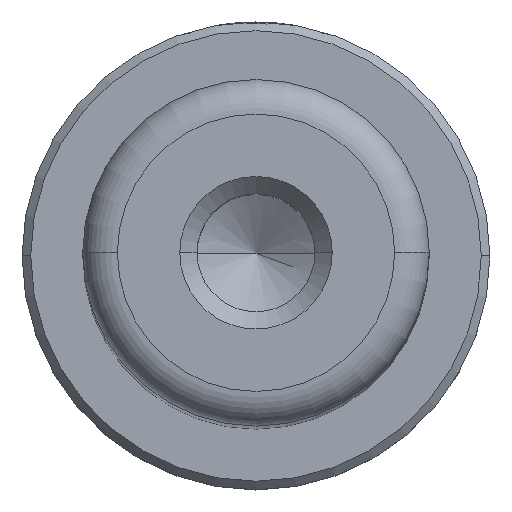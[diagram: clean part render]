
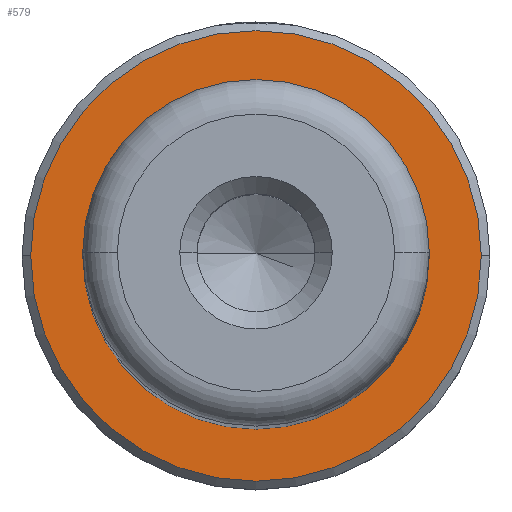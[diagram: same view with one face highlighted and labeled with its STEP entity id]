
A CAD part, top view. The second image highlights one B-rep face of the part: STEP entity #579.
In plain terms, the highlighted planar face has unit normal (0, 0, 1).
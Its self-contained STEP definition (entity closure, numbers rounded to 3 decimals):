
#41 = AXIS2_PLACEMENT_3D ( 'NONE', #196, #1383, #379 ) ;
#196 = CARTESIAN_POINT ( 'NONE',  ( 0., 0., 18. ) ) ;
#324 = VERTEX_POINT ( 'NONE', #2103 ) ;
#337 = ORIENTED_EDGE ( 'NONE', *, *, #1262, .T. ) ;
#379 = DIRECTION ( 'NONE',  ( -1., 0., 0. ) ) ;
#441 = CIRCLE ( 'NONE', #549, 9.5 ) ;
#458 = EDGE_CURVE ( 'NONE', #943, #487, #1274, .T. ) ;
#487 = VERTEX_POINT ( 'NONE', #1946 ) ;
#509 = DIRECTION ( 'NONE',  ( 1., 0., 0. ) ) ;
#511 = CARTESIAN_POINT ( 'NONE',  ( -13., 0., 18. ) ) ;
#549 = AXIS2_PLACEMENT_3D ( 'NONE', #1841, #923, #1989 ) ;
#579 = ADVANCED_FACE ( 'NONE', ( #1880, #1504 ), #1693, .T. ) ;
#787 = ORIENTED_EDGE ( 'NONE', *, *, #1234, .T. ) ;
#821 = ORIENTED_EDGE ( 'NONE', *, *, #897, .T. ) ;
#881 = AXIS2_PLACEMENT_3D ( 'NONE', #1884, #1878, #1875 ) ;
#897 = EDGE_CURVE ( 'NONE', #487, #943, #1762, .T. ) ;
#923 = DIRECTION ( 'NONE',  ( 0., 0., -1. ) ) ;
#943 = VERTEX_POINT ( 'NONE', #511 ) ;
#1066 = EDGE_LOOP ( 'NONE', ( #2032, #821 ) ) ;
#1088 = EDGE_LOOP ( 'NONE', ( #787, #337 ) ) ;
#1110 = AXIS2_PLACEMENT_3D ( 'NONE', #1618, #1588, #1580 ) ;
#1183 = AXIS2_PLACEMENT_3D ( 'NONE', #2089, #1941, #509 ) ;
#1192 = CIRCLE ( 'NONE', #41, 9.5 ) ;
#1234 = EDGE_CURVE ( 'NONE', #324, #1986, #1192, .T. ) ;
#1262 = EDGE_CURVE ( 'NONE', #1986, #324, #441, .T. ) ;
#1274 = CIRCLE ( 'NONE', #881, 13. ) ;
#1383 = DIRECTION ( 'NONE',  ( 0., 0., -1. ) ) ;
#1412 = CARTESIAN_POINT ( 'NONE',  ( 9.5, 0., 18. ) ) ;
#1504 = FACE_BOUND ( 'NONE', #1088, .T. ) ;
#1580 = DIRECTION ( 'NONE',  ( 1., 0., 0. ) ) ;
#1588 = DIRECTION ( 'NONE',  ( 0., 0., 1. ) ) ;
#1618 = CARTESIAN_POINT ( 'NONE',  ( 0., 0., 18. ) ) ;
#1693 = PLANE ( 'NONE',  #1110 ) ;
#1762 = CIRCLE ( 'NONE', #1183, 13. ) ;
#1841 = CARTESIAN_POINT ( 'NONE',  ( 0., 0., 18. ) ) ;
#1875 = DIRECTION ( 'NONE',  ( 1., 0., 0. ) ) ;
#1878 = DIRECTION ( 'NONE',  ( 0., 0., 1. ) ) ;
#1880 = FACE_OUTER_BOUND ( 'NONE', #1066, .T. ) ;
#1884 = CARTESIAN_POINT ( 'NONE',  ( 0., 0., 18. ) ) ;
#1941 = DIRECTION ( 'NONE',  ( 0., 0., 1. ) ) ;
#1946 = CARTESIAN_POINT ( 'NONE',  ( 13., 0., 18. ) ) ;
#1986 = VERTEX_POINT ( 'NONE', #1412 ) ;
#1989 = DIRECTION ( 'NONE',  ( -1., 0., 0. ) ) ;
#2032 = ORIENTED_EDGE ( 'NONE', *, *, #458, .T. ) ;
#2089 = CARTESIAN_POINT ( 'NONE',  ( 0., 0., 18. ) ) ;
#2103 = CARTESIAN_POINT ( 'NONE',  ( -9.5, 0., 18. ) ) ;
